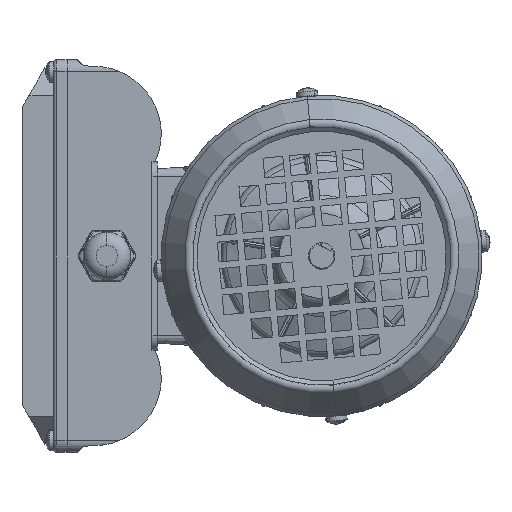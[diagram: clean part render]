
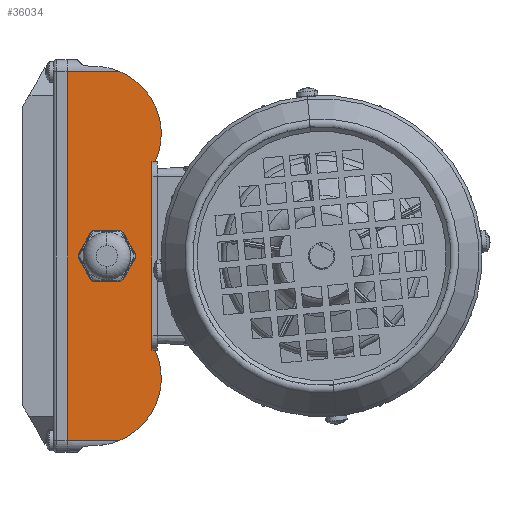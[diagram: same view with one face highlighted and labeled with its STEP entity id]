
A CAD part, left-side view. The second image highlights one B-rep face of the part: STEP entity #36034.
In plain terms, the highlighted face is planar.
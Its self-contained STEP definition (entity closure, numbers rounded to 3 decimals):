
#8711 = CARTESIAN_POINT ( 'NONE',  ( 6.147, 3.878, 0. ) ) ;
#8712 = DIRECTION ( 'NONE',  ( 1., 0., 0. ) ) ;
#8713 = DIRECTION ( 'NONE',  ( 0., 0., 1. ) ) ;
#8714 = CARTESIAN_POINT ( 'NONE',  ( 13.147, 3.878, 0. ) ) ;
#8715 = AXIS2_PLACEMENT_3D ( 'NONE', #8714, #8713, #8712 ) ;
#8716 = CIRCLE ( 'NONE', #8715, 7. ) ;
#8717 = CARTESIAN_POINT ( 'NONE',  ( 20.147, 3.878, 0. ) ) ;
#8850 = DIRECTION ( 'NONE',  ( 1., 0., 0. ) ) ;
#8851 = DIRECTION ( 'NONE',  ( 0., 0., 1. ) ) ;
#8852 = CARTESIAN_POINT ( 'NONE',  ( 13.147, 3.878, 0. ) ) ;
#8853 = AXIS2_PLACEMENT_3D ( 'NONE', #8852, #8851, #8850 ) ;
#8859 = CIRCLE ( 'NONE', #8853, 7. ) ;
#8877 = CARTESIAN_POINT ( 'NONE',  ( 48.647, -13.122, 0. ) ) ;
#8878 = DIRECTION ( 'NONE',  ( 0., -1., 0. ) ) ;
#8879 = VECTOR ( 'NONE', #8878, 1000. ) ;
#8880 = CARTESIAN_POINT ( 'NONE',  ( 48.647, -13.122, 0. ) ) ;
#8881 = LINE ( 'NONE', #8880, #8879 ) ;
#8882 = CARTESIAN_POINT ( 'NONE',  ( 48.647, -14.36, 0. ) ) ;
#8883 = DIRECTION ( 'NONE',  ( -1., 0., 0. ) ) ;
#8884 = DIRECTION ( 'NONE',  ( 0., 0., 1. ) ) ;
#8885 = CARTESIAN_POINT ( 'NONE',  ( 59.147, 8.878, 0. ) ) ;
#8886 = AXIS2_PLACEMENT_3D ( 'NONE', #8885, #8884, #8883 ) ;
#8887 = CIRCLE ( 'NONE', #8886, 25.5 ) ;
#8888 = CARTESIAN_POINT ( 'NONE',  ( 82.647, -1.022, 0. ) ) ;
#8889 = DIRECTION ( 'NONE',  ( 0., -1., 0. ) ) ;
#8890 = VECTOR ( 'NONE', #8889, 1000. ) ;
#8891 = CARTESIAN_POINT ( 'NONE',  ( 82.647, 8.878, 0. ) ) ;
#8892 = LINE ( 'NONE', #8891, #8890 ) ;
#8893 = CARTESIAN_POINT ( 'NONE',  ( 82.647, 18.878, 0. ) ) ;
#8894 = DIRECTION ( 'NONE',  ( 1., 0., 0. ) ) ;
#8895 = VECTOR ( 'NONE', #8894, 1000. ) ;
#8896 = CARTESIAN_POINT ( 'NONE',  ( -127.692, 18.878, 0. ) ) ;
#8897 = LINE ( 'NONE', #8896, #8895 ) ;
#8898 = CARTESIAN_POINT ( 'NONE',  ( -56.353, 18.878, 0. ) ) ;
#8908 = DIRECTION ( 'NONE',  ( 0., 1., 0. ) ) ;
#8909 = VECTOR ( 'NONE', #8908, 1000. ) ;
#8910 = CARTESIAN_POINT ( 'NONE',  ( -56.353, 8.878, 0. ) ) ;
#8911 = LINE ( 'NONE', #8910, #8909 ) ;
#8913 = CARTESIAN_POINT ( 'NONE',  ( -22.353, -14.36, 0. ) ) ;
#8914 = CARTESIAN_POINT ( 'NONE',  ( -56.353, -1.022, 0. ) ) ;
#8915 = DIRECTION ( 'NONE',  ( 1., 0., 0. ) ) ;
#8916 = DIRECTION ( 'NONE',  ( 0., 0., 1. ) ) ;
#8917 = AXIS2_PLACEMENT_3D ( 'NONE', #8922, #8916, #8915 ) ;
#8918 = CIRCLE ( 'NONE', #8917, 25.5 ) ;
#8919 = DIRECTION ( 'NONE',  ( 1., 0., 0. ) ) ;
#8920 = DIRECTION ( 'NONE',  ( 0., 0., 1. ) ) ;
#8921 = AXIS2_PLACEMENT_3D ( 'NONE', #8923, #8920, #8919 ) ;
#8922 = CARTESIAN_POINT ( 'NONE',  ( -32.853, 8.878, 0. ) ) ;
#8923 = CARTESIAN_POINT ( 'NONE',  ( -32.853, 8.878, 0. ) ) ;
#8924 = PLANE ( 'NONE',  #8921 ) ;
#8925 = FACE_BOUND ( 'NONE', #36002, .T. ) ;
#8926 = FACE_OUTER_BOUND ( 'NONE', #36036, .T. ) ;
#9008 = DIRECTION ( 'NONE',  ( 0., -1., 0. ) ) ;
#9009 = VECTOR ( 'NONE', #9008, 1000. ) ;
#9010 = CARTESIAN_POINT ( 'NONE',  ( -22.353, -13.122, 0. ) ) ;
#9011 = LINE ( 'NONE', #9010, #9009 ) ;
#9012 = CARTESIAN_POINT ( 'NONE',  ( -22.353, -13.122, 0. ) ) ;
#9013 = DIRECTION ( 'NONE',  ( 1., 0., 0. ) ) ;
#9014 = VECTOR ( 'NONE', #9013, 1000. ) ;
#9015 = CARTESIAN_POINT ( 'NONE',  ( 13.147, -13.122, 0. ) ) ;
#9016 = LINE ( 'NONE', #9015, #9014 ) ;
#35911 = VERTEX_POINT ( 'NONE', #8717 ) ;
#35913 = EDGE_CURVE ( 'NONE', #35914, #35911, #8716, .T. ) ;
#35914 = VERTEX_POINT ( 'NONE', #8711 ) ;
#36002 = EDGE_LOOP ( 'NONE', ( #36003, #36004 ) ) ;
#36003 = ORIENTED_EDGE ( 'NONE', *, *, #35913, .T. ) ;
#36004 = ORIENTED_EDGE ( 'NONE', *, *, #36005, .T. ) ;
#36005 = EDGE_CURVE ( 'NONE', #35911, #35914, #8859, .T. ) ;
#36013 = VERTEX_POINT ( 'NONE', #8898 ) ;
#36014 = ORIENTED_EDGE ( 'NONE', *, *, #36015, .T. ) ;
#36015 = EDGE_CURVE ( 'NONE', #36013, #36016, #8897, .T. ) ;
#36016 = VERTEX_POINT ( 'NONE', #8893 ) ;
#36017 = ORIENTED_EDGE ( 'NONE', *, *, #36018, .T. ) ;
#36018 = EDGE_CURVE ( 'NONE', #36016, #36019, #8892, .T. ) ;
#36019 = VERTEX_POINT ( 'NONE', #8888 ) ;
#36020 = ORIENTED_EDGE ( 'NONE', *, *, #36021, .F. ) ;
#36021 = EDGE_CURVE ( 'NONE', #36022, #36019, #8887, .T. ) ;
#36022 = VERTEX_POINT ( 'NONE', #8882 ) ;
#36023 = ORIENTED_EDGE ( 'NONE', *, *, #36024, .F. ) ;
#36024 = EDGE_CURVE ( 'NONE', #36025, #36022, #8881, .T. ) ;
#36025 = VERTEX_POINT ( 'NONE', #8877 ) ;
#36026 = ORIENTED_EDGE ( 'NONE', *, *, #36088, .F. ) ;
#36034 = ADVANCED_FACE ( 'NONE', ( #8926, #8925 ), #8924, .F. ) ;
#36036 = EDGE_LOOP ( 'NONE', ( #36037, #36041, #36014, #36017, #36020, #36023, #36026, #36090 ) ) ;
#36037 = ORIENTED_EDGE ( 'NONE', *, *, #36038, .F. ) ;
#36038 = EDGE_CURVE ( 'NONE', #36039, #36040, #8918, .T. ) ;
#36039 = VERTEX_POINT ( 'NONE', #8914 ) ;
#36040 = VERTEX_POINT ( 'NONE', #8913 ) ;
#36041 = ORIENTED_EDGE ( 'NONE', *, *, #36042, .T. ) ;
#36042 = EDGE_CURVE ( 'NONE', #36039, #36013, #8911, .T. ) ;
#36088 = EDGE_CURVE ( 'NONE', #36089, #36025, #9016, .T. ) ;
#36089 = VERTEX_POINT ( 'NONE', #9012 ) ;
#36090 = ORIENTED_EDGE ( 'NONE', *, *, #36091, .T. ) ;
#36091 = EDGE_CURVE ( 'NONE', #36089, #36040, #9011, .T. ) ;
